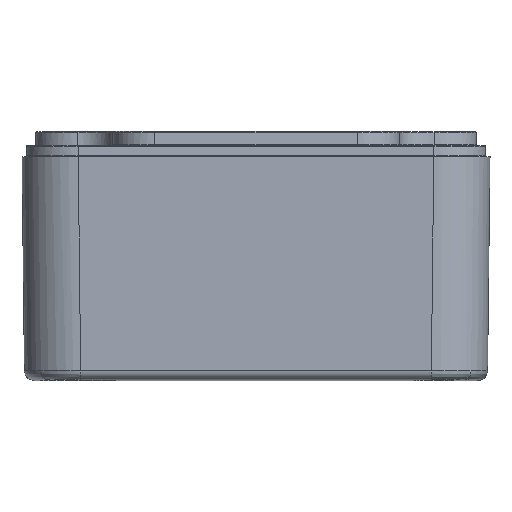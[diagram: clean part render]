
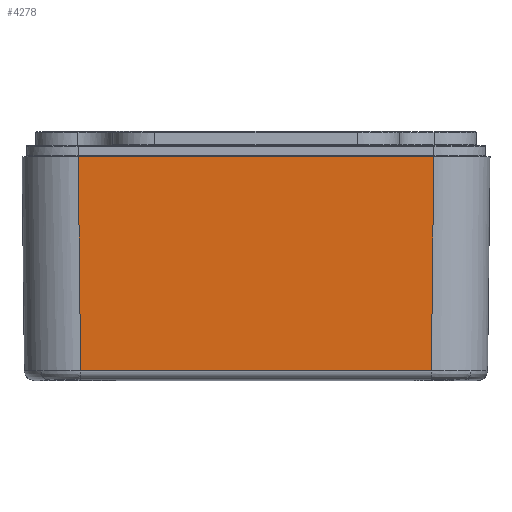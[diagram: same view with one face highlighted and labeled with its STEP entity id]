
A CAD part, top view. The second image highlights one B-rep face of the part: STEP entity #4278.
In plain terms, the highlighted planar face has unit normal (0, -0.011, 1).
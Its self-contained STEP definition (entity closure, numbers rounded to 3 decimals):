
#3059 = VERTEX_POINT ( 'NONE', #8338 ) ;
#3694 = ORIENTED_EDGE ( 'NONE', *, *, #4099, .T. ) ;
#4096 = VERTEX_POINT ( 'NONE', #12006 ) ;
#4099 = EDGE_CURVE ( 'NONE', #4100, #4096, #12037, .T. ) ;
#4100 = VERTEX_POINT ( 'NONE', #12033 ) ;
#4229 = EDGE_CURVE ( 'NONE', #3059, #4243, #12296, .T. ) ;
#4243 = VERTEX_POINT ( 'NONE', #12318 ) ;
#4258 = ORIENTED_EDGE ( 'NONE', *, *, #4259, .T. ) ;
#4259 = EDGE_CURVE ( 'NONE', #4096, #3059, #12387, .T. ) ;
#4260 = ORIENTED_EDGE ( 'NONE', *, *, #4229, .T. ) ;
#4278 = ADVANCED_FACE ( 'NONE', ( #12411 ), #12409, .T. ) ;
#4279 = EDGE_LOOP ( 'NONE', ( #4280, #3694, #4258, #4260 ) ) ;
#4280 = ORIENTED_EDGE ( 'NONE', *, *, #4281, .T. ) ;
#4281 = EDGE_CURVE ( 'NONE', #4243, #4100, #12410, .T. ) ;
#8338 = CARTESIAN_POINT ( 'NONE',  ( -18.712, -25.511, 25.711 ) ) ;
#12006 = CARTESIAN_POINT ( 'NONE',  ( -18.97, -2.7, 25.969 ) ) ;
#12033 = CARTESIAN_POINT ( 'NONE',  ( 18.97, -2.7, 25.969 ) ) ;
#12034 = DIRECTION ( 'NONE',  ( -1., 0., 0. ) ) ;
#12035 = VECTOR ( 'NONE', #12034, 1000. ) ;
#12036 = CARTESIAN_POINT ( 'NONE',  ( -25., -2.7, 25.969 ) ) ;
#12037 = LINE ( 'NONE', #12036, #12035 ) ;
#12293 = DIRECTION ( 'NONE',  ( 1., 0., 0. ) ) ;
#12294 = VECTOR ( 'NONE', #12293, 1000. ) ;
#12295 = CARTESIAN_POINT ( 'NONE',  ( -25., -25.511, 25.711 ) ) ;
#12296 = LINE ( 'NONE', #12295, #12294 ) ;
#12318 = CARTESIAN_POINT ( 'NONE',  ( 18.712, -25.511, 25.711 ) ) ;
#12384 = DIRECTION ( 'NONE',  ( 0.011, -1., -0.011 ) ) ;
#12385 = VECTOR ( 'NONE', #12384, 1000. ) ;
#12386 = CARTESIAN_POINT ( 'NONE',  ( -19.001, 0.068, 26.001 ) ) ;
#12387 = LINE ( 'NONE', #12386, #12385 ) ;
#12402 = DIRECTION ( 'NONE',  ( 0.011, 1., 0.011 ) ) ;
#12403 = VECTOR ( 'NONE', #12402, 1000. ) ;
#12404 = CARTESIAN_POINT ( 'NONE',  ( 18.995, -0.498, 25.994 ) ) ;
#12405 = DIRECTION ( 'NONE',  ( 0., -1., -0.011 ) ) ;
#12406 = DIRECTION ( 'NONE',  ( 0., -0.011, 1. ) ) ;
#12407 = CARTESIAN_POINT ( 'NONE',  ( -25., 0., 26. ) ) ;
#12408 = AXIS2_PLACEMENT_3D ( 'NONE', #12407, #12406, #12405 ) ;
#12409 = PLANE ( 'NONE',  #12408 ) ;
#12410 = LINE ( 'NONE', #12404, #12403 ) ;
#12411 = FACE_OUTER_BOUND ( 'NONE', #4279, .T. ) ;
